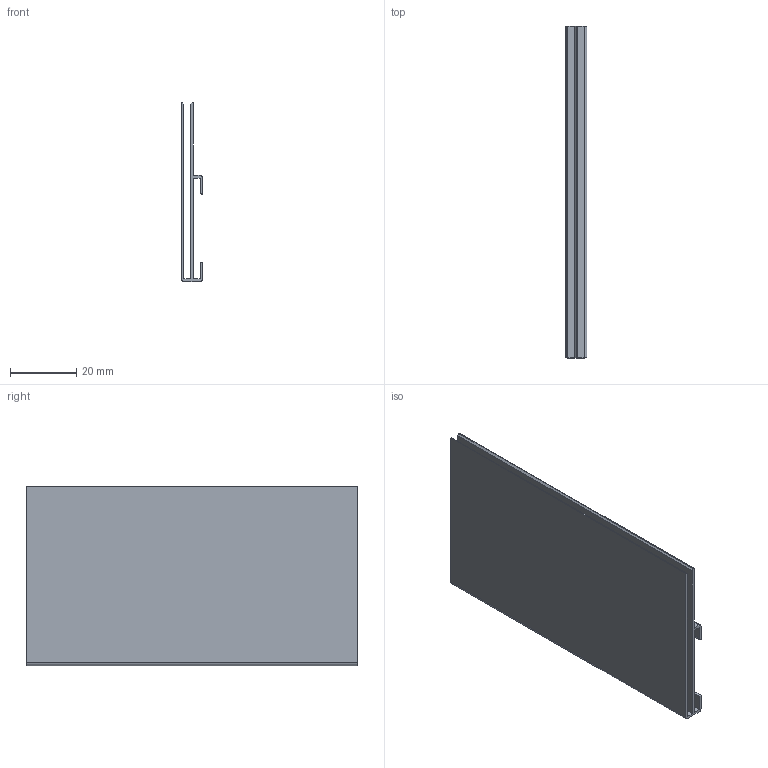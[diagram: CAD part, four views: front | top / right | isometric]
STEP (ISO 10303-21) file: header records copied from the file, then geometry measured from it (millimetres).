
FILE_DESCRIPTION((''),'2;1');
FILE_NAME('F-2083','2021-06-01T08:10:33',('Administrator'),(''),'CREO PARAMETRIC BY PTC INC, 2019224','CREO PARAMETRIC BY PTC INC, 2019224','');
FILE_SCHEMA(('CONFIG_CONTROL_DESIGN'));
Length unit declared in the file: millimetre
Products named in the file (1): F-2083
Bounding box: 6.6 x 100 x 54 mm (x, y, z)
Volume: 9984.1 mm3; surface area: 25323.8 mm2
Topology: 1 solids, 1 shells, 25 faces, 69 edges, 46 vertices
Faces by surface type: plane 21, cylinder 4
Entity records: 829 total; most frequent: CARTESIAN_POINT 140, ORIENTED_EDGE 138, DIRECTION 127, EDGE_CURVE 69, VECTOR 61, LINE 61, VERTEX_POINT 46, AXIS2_PLACEMENT_3D 33
